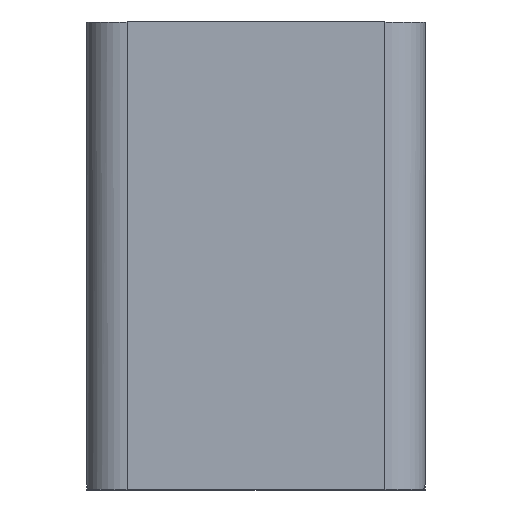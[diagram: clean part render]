
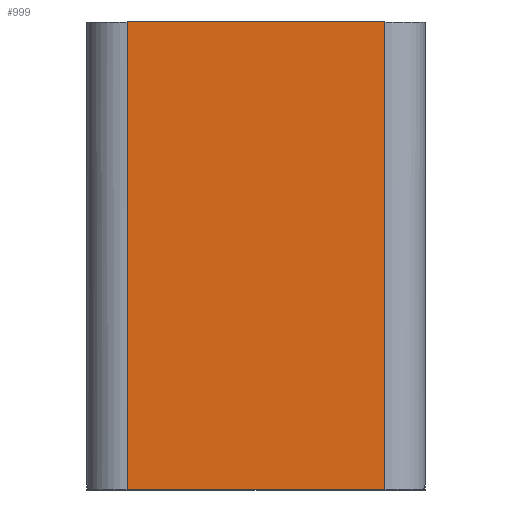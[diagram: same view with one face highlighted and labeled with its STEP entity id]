
A CAD part, top view. The second image highlights one B-rep face of the part: STEP entity #999.
In plain terms, the highlighted planar face has unit normal (0, 0, 1).
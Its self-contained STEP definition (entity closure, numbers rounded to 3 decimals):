
#507 = VERTEX_POINT('',#508);
#508 = CARTESIAN_POINT('',(5.,-58.,174.));
#517 = EDGE_CURVE('',#518,#507,#520,.T.);
#518 = VERTEX_POINT('',#519);
#519 = CARTESIAN_POINT('',(5.,0.,174.));
#520 = LINE('',#521,#522);
#521 = CARTESIAN_POINT('',(5.,0.,174.));
#522 = VECTOR('',#523,1.);
#523 = DIRECTION('',(0.,-1.,0.));
#628 = EDGE_CURVE('',#629,#518,#631,.T.);
#629 = VERTEX_POINT('',#630);
#630 = CARTESIAN_POINT('',(37.,0.,174.));
#631 = LINE('',#632,#633);
#632 = CARTESIAN_POINT('',(42.,0.,174.));
#633 = VECTOR('',#634,1.);
#634 = DIRECTION('',(-1.,0.,0.));
#926 = EDGE_CURVE('',#927,#507,#929,.T.);
#927 = VERTEX_POINT('',#928);
#928 = CARTESIAN_POINT('',(37.,-58.,174.));
#929 = LINE('',#930,#931);
#930 = CARTESIAN_POINT('',(42.,-58.,174.));
#931 = VECTOR('',#932,1.);
#932 = DIRECTION('',(-1.,0.,0.));
#999 = ADVANCED_FACE('',(#1000),#1011,.T.);
#1000 = FACE_BOUND('',#1001,.T.);
#1001 = EDGE_LOOP('',(#1002,#1003,#1004,#1005));
#1002 = ORIENTED_EDGE('',*,*,#628,.T.);
#1003 = ORIENTED_EDGE('',*,*,#517,.T.);
#1004 = ORIENTED_EDGE('',*,*,#926,.F.);
#1005 = ORIENTED_EDGE('',*,*,#1006,.F.);
#1006 = EDGE_CURVE('',#629,#927,#1007,.T.);
#1007 = LINE('',#1008,#1009);
#1008 = CARTESIAN_POINT('',(37.,0.,174.));
#1009 = VECTOR('',#1010,1.);
#1010 = DIRECTION('',(0.,-1.,0.));
#1011 = PLANE('',#1012);
#1012 = AXIS2_PLACEMENT_3D('',#1013,#1014,#1015);
#1013 = CARTESIAN_POINT('',(21.,-29.,174.));
#1014 = DIRECTION('',(0.,0.,1.));
#1015 = DIRECTION('',(0.,-1.,0.));
